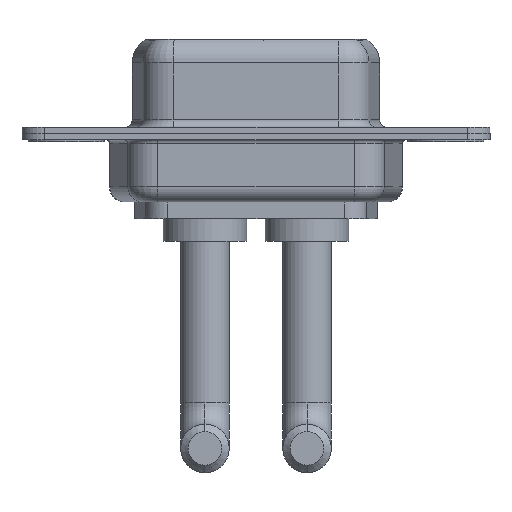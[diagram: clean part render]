
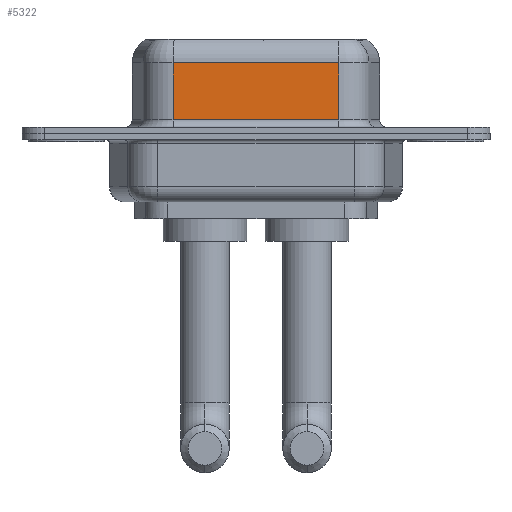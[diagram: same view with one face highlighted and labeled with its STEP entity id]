
A CAD part, front view. The second image highlights one B-rep face of the part: STEP entity #5322.
In plain terms, the highlighted planar face has unit normal (0, -1, 0).
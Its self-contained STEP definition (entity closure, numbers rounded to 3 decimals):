
#165 = EDGE_CURVE ( 'NONE', #9555, #3065, #1474, .T. ) ;
#1312 = VECTOR ( 'NONE', #6927, 1000. ) ;
#1474 = LINE ( 'NONE', #8578, #4926 ) ;
#1678 = VERTEX_POINT ( 'NONE', #6362 ) ;
#2403 = LINE ( 'NONE', #3393, #1312 ) ;
#2537 = CARTESIAN_POINT ( 'NONE',  ( 17.962, -3.95, 0.9 ) ) ;
#2618 = EDGE_LOOP ( 'NONE', ( #7447, #10239, #7921, #7379 ) ) ;
#2628 = VECTOR ( 'NONE', #6995, 1000. ) ;
#2783 = VERTEX_POINT ( 'NONE', #9971 ) ;
#3065 = VERTEX_POINT ( 'NONE', #2537 ) ;
#3393 = CARTESIAN_POINT ( 'NONE',  ( 17.962, -3.95, 4.65 ) ) ;
#3716 = AXIS2_PLACEMENT_3D ( 'NONE', #9916, #7419, #5665 ) ;
#4002 = EDGE_CURVE ( 'NONE', #2783, #9555, #5991, .T. ) ;
#4564 = EDGE_CURVE ( 'NONE', #1678, #2783, #2403, .T. ) ;
#4787 = PLANE ( 'NONE',  #3716 ) ;
#4926 = VECTOR ( 'NONE', #6757, 1000. ) ;
#5016 = VECTOR ( 'NONE', #6200, 1000. ) ;
#5279 = CARTESIAN_POINT ( 'NONE',  ( 7.038, -3.95, 6.4 ) ) ;
#5322 = ADVANCED_FACE ( 'NONE', ( #6364 ), #4787, .F. ) ;
#5665 = DIRECTION ( 'NONE',  ( -1., 0., 0. ) ) ;
#5986 = EDGE_CURVE ( 'NONE', #1678, #3065, #11362, .T. ) ;
#5991 = LINE ( 'NONE', #5279, #5016 ) ;
#6200 = DIRECTION ( 'NONE',  ( 0., 0., -1. ) ) ;
#6362 = CARTESIAN_POINT ( 'NONE',  ( 17.962, -3.95, 4.65 ) ) ;
#6364 = FACE_OUTER_BOUND ( 'NONE', #2618, .T. ) ;
#6757 = DIRECTION ( 'NONE',  ( 1., 0., 0. ) ) ;
#6927 = DIRECTION ( 'NONE',  ( -1., 0., 0. ) ) ;
#6995 = DIRECTION ( 'NONE',  ( 0., 0., -1. ) ) ;
#7379 = ORIENTED_EDGE ( 'NONE', *, *, #165, .T. ) ;
#7419 = DIRECTION ( 'NONE',  ( 0., 1., 0. ) ) ;
#7447 = ORIENTED_EDGE ( 'NONE', *, *, #5986, .F. ) ;
#7921 = ORIENTED_EDGE ( 'NONE', *, *, #4002, .T. ) ;
#8578 = CARTESIAN_POINT ( 'NONE',  ( 17.962, -3.95, 0.9 ) ) ;
#9547 = CARTESIAN_POINT ( 'NONE',  ( 7.038, -3.95, 0.9 ) ) ;
#9555 = VERTEX_POINT ( 'NONE', #9547 ) ;
#9916 = CARTESIAN_POINT ( 'NONE',  ( 17.962, -3.95, 6.4 ) ) ;
#9971 = CARTESIAN_POINT ( 'NONE',  ( 7.038, -3.95, 4.65 ) ) ;
#10239 = ORIENTED_EDGE ( 'NONE', *, *, #4564, .T. ) ;
#11362 = LINE ( 'NONE', #11480, #2628 ) ;
#11480 = CARTESIAN_POINT ( 'NONE',  ( 17.962, -3.95, 6.4 ) ) ;
